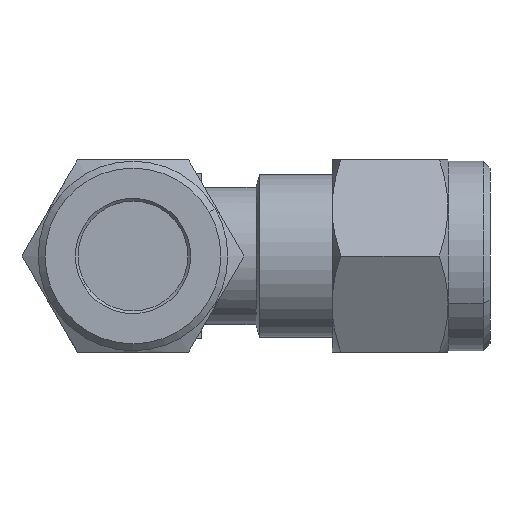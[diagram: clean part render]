
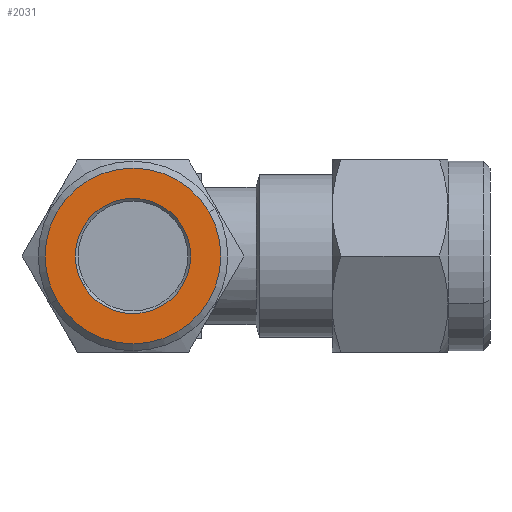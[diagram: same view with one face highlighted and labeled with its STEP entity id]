
A CAD part, left-side view. The second image highlights one B-rep face of the part: STEP entity #2031.
In plain terms, the highlighted planar face has unit normal (-1, 0, 0).
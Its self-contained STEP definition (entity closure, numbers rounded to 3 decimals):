
#254 = CARTESIAN_POINT ( 'NONE',  ( -25.5, 21., 0. ) ) ;
#255 = DIRECTION ( 'NONE',  ( -1., 0., 0. ) ) ;
#256 = DIRECTION ( 'NONE',  ( 0., -0.866, 0.5 ) ) ;
#434 = CIRCLE ( 'NONE', #2295, 4.2 ) ;
#519 = FACE_OUTER_BOUND ( 'NONE', #1322, .T. ) ;
#521 = FACE_BOUND ( 'NONE', #1309, .T. ) ;
#854 = VERTEX_POINT ( 'NONE', #2939 ) ;
#857 = VERTEX_POINT ( 'NONE', #2942 ) ;
#867 = VERTEX_POINT ( 'NONE', #1893 ) ;
#869 = VERTEX_POINT ( 'NONE', #1895 ) ;
#1051 = CARTESIAN_POINT ( 'NONE',  ( -25.5, 21., 0. ) ) ;
#1052 = DIRECTION ( 'NONE',  ( -1., 0., 0. ) ) ;
#1053 = DIRECTION ( 'NONE',  ( 0., -0.866, 0.5 ) ) ;
#1056 = CARTESIAN_POINT ( 'NONE',  ( -25.5, 21., 0. ) ) ;
#1057 = DIRECTION ( 'NONE',  ( 1., 0., 0. ) ) ;
#1058 = DIRECTION ( 'NONE',  ( 0., 0.866, -0.5 ) ) ;
#1173 = EDGE_CURVE ( 'NONE', #854, #857, #434, .T. ) ;
#1220 = ORIENTED_EDGE ( 'NONE', *, *, #2253, .T. ) ;
#1221 = ORIENTED_EDGE ( 'NONE', *, *, #2293, .T. ) ;
#1222 = ORIENTED_EDGE ( 'NONE', *, *, #1173, .T. ) ;
#1223 = ORIENTED_EDGE ( 'NONE', *, *, #2254, .T. ) ;
#1309 = EDGE_LOOP ( 'NONE', ( #1222, #1223 ) ) ;
#1322 = EDGE_LOOP ( 'NONE', ( #1220, #1221 ) ) ;
#1841 = DIRECTION ( 'NONE',  ( -1., 0., 0. ) ) ;
#1842 = CARTESIAN_POINT ( 'NONE',  ( -25.5, 24.45, 5.976 ) ) ;
#1844 = PLANE ( 'NONE',  #2332 ) ;
#1846 = DIRECTION ( 'NONE',  ( 0., -0.866, 0.5 ) ) ;
#1893 = CARTESIAN_POINT ( 'NONE',  ( -25.5, 26.543, -3.2 ) ) ;
#1895 = CARTESIAN_POINT ( 'NONE',  ( -25.5, 15.457, 3.2 ) ) ;
#1927 = CARTESIAN_POINT ( 'NONE',  ( -25.5, 21., 0. ) ) ;
#1928 = DIRECTION ( 'NONE',  ( 1., 0., 0. ) ) ;
#1929 = DIRECTION ( 'NONE',  ( 0., 0.866, -0.5 ) ) ;
#2031 = ADVANCED_FACE ( 'NONE', ( #519, #521 ), #1844, .T. ) ;
#2253 = EDGE_CURVE ( 'NONE', #867, #869, #2758, .T. ) ;
#2254 = EDGE_CURVE ( 'NONE', #857, #854, #2747, .T. ) ;
#2293 = EDGE_CURVE ( 'NONE', #869, #867, #2797, .T. ) ;
#2295 = AXIS2_PLACEMENT_3D ( 'NONE', #1927, #1928, #1929 ) ;
#2332 = AXIS2_PLACEMENT_3D ( 'NONE', #1842, #1841, #1846 ) ;
#2462 = AXIS2_PLACEMENT_3D ( 'NONE', #1051, #1052, #1053 ) ;
#2463 = AXIS2_PLACEMENT_3D ( 'NONE', #1056, #1057, #1058 ) ;
#2479 = AXIS2_PLACEMENT_3D ( 'NONE', #254, #255, #256 ) ;
#2747 = CIRCLE ( 'NONE', #2463, 4.2 ) ;
#2758 = CIRCLE ( 'NONE', #2462, 6.4 ) ;
#2797 = CIRCLE ( 'NONE', #2479, 6.4 ) ;
#2939 = CARTESIAN_POINT ( 'NONE',  ( -25.5, 17.363, 2.1 ) ) ;
#2942 = CARTESIAN_POINT ( 'NONE',  ( -25.5, 24.637, -2.1 ) ) ;
